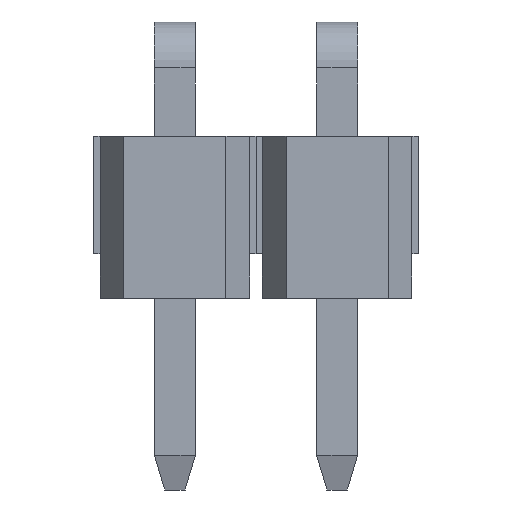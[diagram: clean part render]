
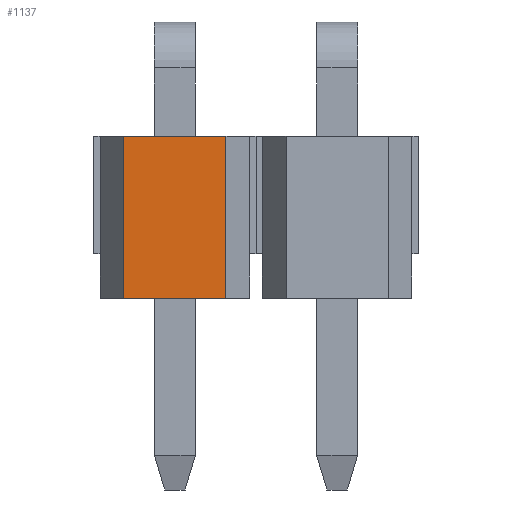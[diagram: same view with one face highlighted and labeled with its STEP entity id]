
A CAD part, front view. The second image highlights one B-rep face of the part: STEP entity #1137.
In plain terms, the highlighted planar face has unit normal (0, -1, 0).
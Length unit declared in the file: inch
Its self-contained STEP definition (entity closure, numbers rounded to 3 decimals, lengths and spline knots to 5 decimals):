
#61 = PLANE('',#62);
#62 = AXIS2_PLACEMENT_3D('',#63,#64,#65);
#63 = CARTESIAN_POINT('',(-0.05,0.03031,0.));
#64 = DIRECTION('',(0.,0.,-1.));
#65 = DIRECTION('',(-1.,0.,0.));
#88 = PLANE('',#89);
#89 = AXIS2_PLACEMENT_3D('',#90,#91,#92);
#90 = CARTESIAN_POINT('',(-0.04606,-0.03031,0.));
#91 = DIRECTION('',(0.804,0.595,0.));
#92 = DIRECTION('',(0.595,-0.804,0.));
#185 = VERTEX_POINT('',#186);
#186 = CARTESIAN_POINT('',(-0.0315,-0.05,0.1));
#200 = PLANE('',#201);
#201 = AXIS2_PLACEMENT_3D('',#202,#203,#204);
#202 = CARTESIAN_POINT('',(-0.05,0.03031,0.1));
#203 = DIRECTION('',(0.,0.,-1.));
#204 = DIRECTION('',(-1.,0.,0.));
#212 = EDGE_CURVE('',#213,#185,#215,.T.);
#213 = VERTEX_POINT('',#214);
#214 = CARTESIAN_POINT('',(-0.0315,-0.05,0.));
#215 = SURFACE_CURVE('',#216,(#220,#227),.PCURVE_S1.);
#216 = LINE('',#217,#218);
#217 = CARTESIAN_POINT('',(-0.0315,-0.05,0.));
#218 = VECTOR('',#219,0.03937);
#219 = DIRECTION('',(0.,0.,1.));
#220 = PCURVE('',#88,#221);
#221 = DEFINITIONAL_REPRESENTATION('',(#222),#226);
#222 = LINE('',#223,#224);
#223 = CARTESIAN_POINT('',(0.024,0.));
#224 = VECTOR('',#225,1.);
#225 = DIRECTION('',(0.,-1.));
#226 = ( GEOMETRIC_REPRESENTATION_CONTEXT(2) 
PARAMETRIC_REPRESENTATION_CONTEXT() REPRESENTATION_CONTEXT('2D SPACE',''
  ) );
#227 = PCURVE('',#228,#233);
#228 = PLANE('',#229);
#229 = AXIS2_PLACEMENT_3D('',#230,#231,#232);
#230 = CARTESIAN_POINT('',(-0.0315,-0.05,0.));
#231 = DIRECTION('',(0.,1.,0.));
#232 = DIRECTION('',(1.,0.,0.));
#233 = DEFINITIONAL_REPRESENTATION('',(#234),#238);
#234 = LINE('',#235,#236);
#235 = CARTESIAN_POINT('',(0.,0.));
#236 = VECTOR('',#237,1.);
#237 = DIRECTION('',(0.,-1.));
#238 = ( GEOMETRIC_REPRESENTATION_CONTEXT(2) 
PARAMETRIC_REPRESENTATION_CONTEXT() REPRESENTATION_CONTEXT('2D SPACE',''
  ) );
#609 = VERTEX_POINT('',#610);
#610 = CARTESIAN_POINT('',(0.0315,-0.05,0.1));
#624 = PLANE('',#625);
#625 = AXIS2_PLACEMENT_3D('',#626,#627,#628);
#626 = CARTESIAN_POINT('',(0.0315,-0.05,0.));
#627 = DIRECTION('',(-0.804,0.595,0.));
#628 = DIRECTION('',(0.595,0.804,0.));
#636 = EDGE_CURVE('',#185,#609,#637,.T.);
#637 = SURFACE_CURVE('',#638,(#642,#649),.PCURVE_S1.);
#638 = LINE('',#639,#640);
#639 = CARTESIAN_POINT('',(-0.0315,-0.05,0.1));
#640 = VECTOR('',#641,0.03937);
#641 = DIRECTION('',(1.,0.,0.));
#642 = PCURVE('',#200,#643);
#643 = DEFINITIONAL_REPRESENTATION('',(#644),#648);
#644 = LINE('',#645,#646);
#645 = CARTESIAN_POINT('',(-0.019,-0.08));
#646 = VECTOR('',#647,1.);
#647 = DIRECTION('',(-1.,0.));
#648 = ( GEOMETRIC_REPRESENTATION_CONTEXT(2) 
PARAMETRIC_REPRESENTATION_CONTEXT() REPRESENTATION_CONTEXT('2D SPACE',''
  ) );
#649 = PCURVE('',#228,#650);
#650 = DEFINITIONAL_REPRESENTATION('',(#651),#655);
#651 = LINE('',#652,#653);
#652 = CARTESIAN_POINT('',(0.,-0.1));
#653 = VECTOR('',#654,1.);
#654 = DIRECTION('',(1.,0.));
#655 = ( GEOMETRIC_REPRESENTATION_CONTEXT(2) 
PARAMETRIC_REPRESENTATION_CONTEXT() REPRESENTATION_CONTEXT('2D SPACE',''
  ) );
#1064 = EDGE_CURVE('',#1065,#609,#1067,.T.);
#1065 = VERTEX_POINT('',#1066);
#1066 = CARTESIAN_POINT('',(0.0315,-0.05,0.));
#1067 = SURFACE_CURVE('',#1068,(#1072,#1079),.PCURVE_S1.);
#1068 = LINE('',#1069,#1070);
#1069 = CARTESIAN_POINT('',(0.0315,-0.05,0.));
#1070 = VECTOR('',#1071,0.03937);
#1071 = DIRECTION('',(0.,0.,1.));
#1072 = PCURVE('',#624,#1073);
#1073 = DEFINITIONAL_REPRESENTATION('',(#1074),#1078);
#1074 = LINE('',#1075,#1076);
#1075 = CARTESIAN_POINT('',(0.,0.));
#1076 = VECTOR('',#1077,1.);
#1077 = DIRECTION('',(0.,-1.));
#1078 = ( GEOMETRIC_REPRESENTATION_CONTEXT(2) 
PARAMETRIC_REPRESENTATION_CONTEXT() REPRESENTATION_CONTEXT('2D SPACE',''
  ) );
#1079 = PCURVE('',#228,#1080);
#1080 = DEFINITIONAL_REPRESENTATION('',(#1081),#1085);
#1081 = LINE('',#1082,#1083);
#1082 = CARTESIAN_POINT('',(0.063,0.));
#1083 = VECTOR('',#1084,1.);
#1084 = DIRECTION('',(0.,-1.));
#1085 = ( GEOMETRIC_REPRESENTATION_CONTEXT(2) 
PARAMETRIC_REPRESENTATION_CONTEXT() REPRESENTATION_CONTEXT('2D SPACE',''
  ) );
#1137 = ADVANCED_FACE('',(#1138),#228,.F.);
#1138 = FACE_BOUND('',#1139,.F.);
#1139 = EDGE_LOOP('',(#1140,#1141,#1142,#1143));
#1140 = ORIENTED_EDGE('',*,*,#212,.T.);
#1141 = ORIENTED_EDGE('',*,*,#636,.T.);
#1142 = ORIENTED_EDGE('',*,*,#1064,.F.);
#1143 = ORIENTED_EDGE('',*,*,#1144,.F.);
#1144 = EDGE_CURVE('',#213,#1065,#1145,.T.);
#1145 = SURFACE_CURVE('',#1146,(#1150,#1157),.PCURVE_S1.);
#1146 = LINE('',#1147,#1148);
#1147 = CARTESIAN_POINT('',(-0.0315,-0.05,0.));
#1148 = VECTOR('',#1149,0.03937);
#1149 = DIRECTION('',(1.,0.,0.));
#1150 = PCURVE('',#228,#1151);
#1151 = DEFINITIONAL_REPRESENTATION('',(#1152),#1156);
#1152 = LINE('',#1153,#1154);
#1153 = CARTESIAN_POINT('',(0.,0.));
#1154 = VECTOR('',#1155,1.);
#1155 = DIRECTION('',(1.,0.));
#1156 = ( GEOMETRIC_REPRESENTATION_CONTEXT(2) 
PARAMETRIC_REPRESENTATION_CONTEXT() REPRESENTATION_CONTEXT('2D SPACE',''
  ) );
#1157 = PCURVE('',#61,#1158);
#1158 = DEFINITIONAL_REPRESENTATION('',(#1159),#1163);
#1159 = LINE('',#1160,#1161);
#1160 = CARTESIAN_POINT('',(-0.019,-0.08));
#1161 = VECTOR('',#1162,1.);
#1162 = DIRECTION('',(-1.,0.));
#1163 = ( GEOMETRIC_REPRESENTATION_CONTEXT(2) 
PARAMETRIC_REPRESENTATION_CONTEXT() REPRESENTATION_CONTEXT('2D SPACE',''
  ) );
